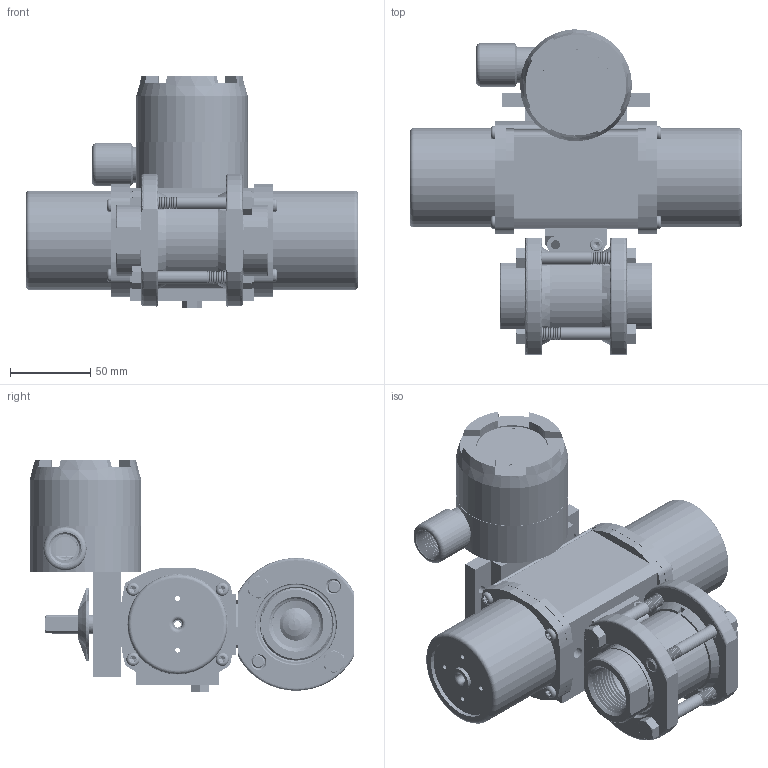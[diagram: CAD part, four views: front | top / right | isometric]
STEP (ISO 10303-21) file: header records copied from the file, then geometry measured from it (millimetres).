
FILE_DESCRIPTION (( 'STEP AP203' ), '1' );
FILE_NAME ('28XXSESA512SRLS.step', '2018-04-11T12:09:40', ( '' ), ( '' ), 'SwSTEP 2.0', 'SolidWorks 2017', '' );
FILE_SCHEMA (( 'CONFIG_CONTROL_DESIGN' ));
Products named in the file (1): 28XXSESA512SRLS
Bounding box: 206.38 x 201.99 x 144.65 mm (x, y, z)
Volume: 800847.9 mm3; surface area: 328823.5 mm2
Topology: 47 solids, 47 shells, 4448 faces, 11913 edges, 7551 vertices
Faces by surface type: cylinder 2368, cone 1137, plane 636, bspline 170, torus 135, sphere 2
Entity records: 224306 total; most frequent: CARTESIAN_POINT 119530, ORIENTED_EDGE 23586, DIRECTION 21132, EDGE_CURVE 11793, AXIS2_PLACEMENT_3D 8413, VERTEX_POINT 7547, EDGE_LOOP 4760, FACE_OUTER_BOUND 4448
